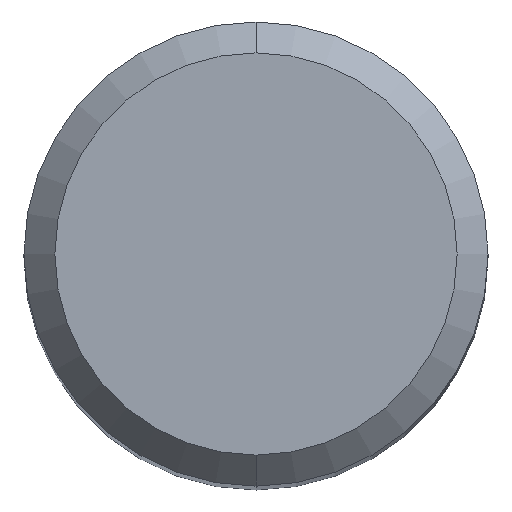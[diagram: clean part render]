
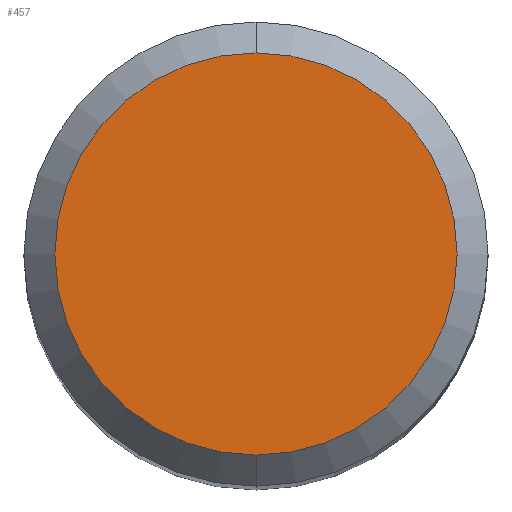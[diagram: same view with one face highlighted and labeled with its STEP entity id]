
A CAD part, top view. The second image highlights one B-rep face of the part: STEP entity #457.
In plain terms, the highlighted planar face has unit normal (0, 0, 1).
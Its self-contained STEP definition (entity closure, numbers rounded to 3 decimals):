
#247=EDGE_CURVE('',#323,#325,#572,.T.);
#323=VERTEX_POINT('',#656);
#325=VERTEX_POINT('',#658);
#349=EDGE_CURVE('',#325,#323,#682,.T.);
#457=ADVANCED_FACE('',(#802),#803,.T.);
#572=CIRCLE('',#971,2.6);
#656=CARTESIAN_POINT('',(0.0,2.6,0.0));
#658=CARTESIAN_POINT('',(0.,-2.6,0.0));
#682=CIRCLE('',#1207,2.6);
#802=FACE_OUTER_BOUND('',#1438,.T.);
#803=PLANE('',#1439);
#971=AXIS2_PLACEMENT_3D('',#1573,#1574,#1575);
#1207=AXIS2_PLACEMENT_3D('',#1684,#1685,#1686);
#1438=EDGE_LOOP('',(#1813,#1814));
#1439=AXIS2_PLACEMENT_3D('',#1815,#1816,#1817);
#1573=CARTESIAN_POINT('',(0.0,0.0,0.0));
#1574=DIRECTION('',(0.0,0.0,-1.0));
#1575=DIRECTION('',(0.0,1.0,0.0));
#1684=CARTESIAN_POINT('',(0.0,0.0,0.0));
#1685=DIRECTION('',(0.0,0.0,-1.0));
#1686=DIRECTION('',(0.0,1.0,0.0));
#1813=ORIENTED_EDGE('',*,*,#247,.F.);
#1814=ORIENTED_EDGE('',*,*,#349,.F.);
#1815=CARTESIAN_POINT('',(0.0,1.3,0.0));
#1816=DIRECTION('',(-0.0,0.0,1.0));
#1817=DIRECTION('',(0.0,-1.0,0.0));
